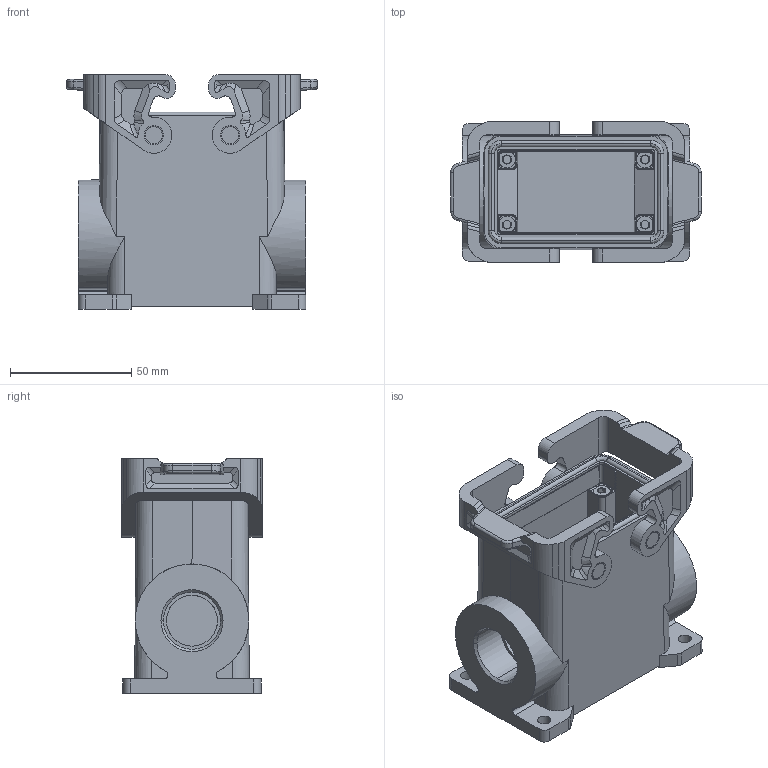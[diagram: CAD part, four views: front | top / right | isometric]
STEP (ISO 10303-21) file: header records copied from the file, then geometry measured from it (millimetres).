
FILE_DESCRIPTION(('Creo Elements/Direct Modeling STEP Export'),'2;1');
FILE_NAME('0ln7uvk5tn742ha2880','2023-11-14T14:16:20',(''),(''),'Creo Elements/Direct Modeling STEP processor for AP214 (Solid Model)','Creo Elements/Direct Modeling 20.1B 02-Apr-2019 (C) Parametric Technology GmbH','');
FILE_SCHEMA(('AUTOMOTIVE_DESIGN { 1 0 10303 214 1 1 1 1 }'));
Length unit declared in the file: millimetre
Products named in the file (2): TAPW 10.25B
Assembly tree (1 placements, depth 2):
  TAPW 10.25B
    TAPW 10.25B
Bounding box: 103.5 x 58 x 96.9 mm (x, y, z)
Volume: 184784.3 mm3; surface area: 63520.9 mm2
Topology: 1 solids, 1 shells, 606 faces, 1660 edges, 1078 vertices
Faces by surface type: plane 360, cylinder 194, bspline 20, torus 20, cone 12
Entity records: 30569 total; most frequent: CARTESIAN_POINT 11002, ORIENTED_EDGE 3320, DIRECTION 2811, EDGE_CURVE 1660, VERTEX_POINT 1078, VECTOR 1013, LINE 1013, AXIS2_PLACEMENT_3D 899
